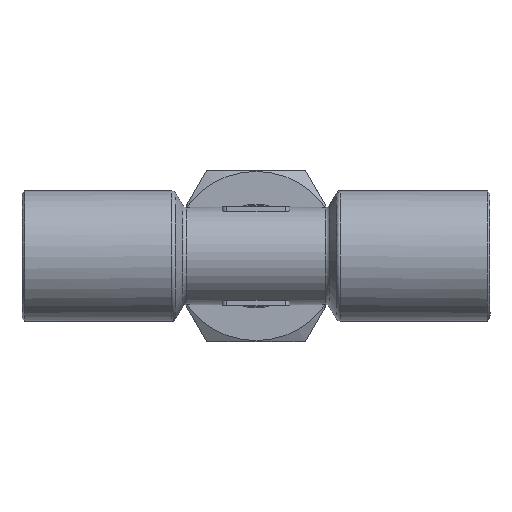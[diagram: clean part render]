
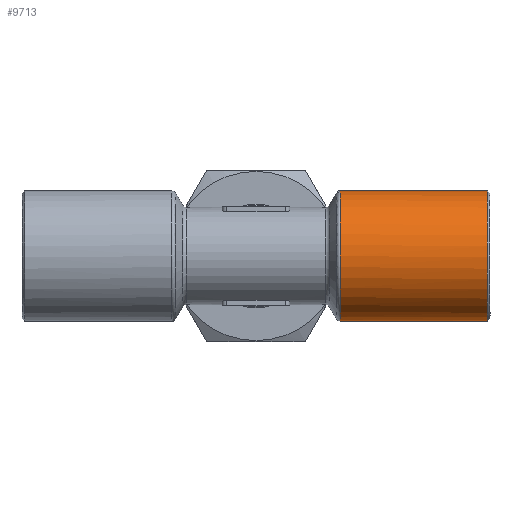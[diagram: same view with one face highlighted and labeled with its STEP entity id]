
A CAD part, left-side view. The second image highlights one B-rep face of the part: STEP entity #9713.
In plain terms, the highlighted cylindrical face has radius 7.25 mm (diameter 14.5 mm), a full revolution.
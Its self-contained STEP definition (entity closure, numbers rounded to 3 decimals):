
#1427=B_SPLINE_CURVE_WITH_KNOTS('',3,(#14213,#14214,#14215,#14216),
 .UNSPECIFIED.,.F.,.F.,(4,4),(0.,1.),.UNSPECIFIED.);
#1429=B_SPLINE_CURVE_WITH_KNOTS('',3,(#14240,#14241,#14242,#14243),
 .UNSPECIFIED.,.F.,.F.,(4,4),(0.,1.),.UNSPECIFIED.);
#1673=CYLINDRICAL_SURFACE('',#10172,7.25);
#2137=ORIENTED_EDGE('',*,*,#4089,.T.);
#2138=ORIENTED_EDGE('',*,*,#4160,.T.);
#2139=ORIENTED_EDGE('',*,*,#4086,.T.);
#2140=ORIENTED_EDGE('',*,*,#4084,.F.);
#2141=ORIENTED_EDGE('',*,*,#4161,.T.);
#4084=EDGE_CURVE('',#5099,#5100,#5540,.T.);
#4086=EDGE_CURVE('',#5101,#5100,#1427,.T.);
#4089=EDGE_CURVE('',#5099,#5103,#1429,.T.);
#4160=EDGE_CURVE('',#5103,#5101,#5557,.T.);
#4161=EDGE_CURVE('',#5159,#5159,#5558,.T.);
#5099=VERTEX_POINT('',#14190);
#5100=VERTEX_POINT('',#14192);
#5101=VERTEX_POINT('',#14217);
#5103=VERTEX_POINT('',#14244);
#5159=VERTEX_POINT('',#14511);
#5540=CIRCLE('',#10144,7.25);
#5557=CIRCLE('',#10173,7.25);
#5558=CIRCLE('',#10174,7.25);
#5694=EDGE_LOOP('',(#2137,#2138,#2139,#2140));
#5695=EDGE_LOOP('',(#2141));
#6185=FACE_BOUND('',#5694,.T.);
#6186=FACE_BOUND('',#5695,.T.);
#9713=ADVANCED_FACE('',(#6185,#6186),#1673,.T.);
#10144=AXIS2_PLACEMENT_3D('',#14191,#10692,#10693);
#10172=AXIS2_PLACEMENT_3D('',#14508,#10766,#10767);
#10173=AXIS2_PLACEMENT_3D('',#14509,#10768,#10769);
#10174=AXIS2_PLACEMENT_3D('',#14510,#10770,#10771);
#10692=DIRECTION('',(0.,1.,0.));
#10693=DIRECTION('',(0.,0.,-1.));
#10766=DIRECTION('',(0.,1.,0.));
#10767=DIRECTION('',(0.,0.,1.));
#10768=DIRECTION('',(0.,-1.,0.));
#10769=DIRECTION('',(0.,0.,-1.));
#10770=DIRECTION('',(0.,1.,0.));
#10771=DIRECTION('',(0.,0.,-1.));
#14190=CARTESIAN_POINT('',(7.085,-9.,1.537));
#14191=CARTESIAN_POINT('',(0.,-9.,0.));
#14192=CARTESIAN_POINT('',(7.085,-9.,-1.537));
#14213=CARTESIAN_POINT('',(7.041,-9.345,-1.728));
#14214=CARTESIAN_POINT('',(7.062,-9.227,-1.641));
#14215=CARTESIAN_POINT('',(7.077,-9.118,-1.577));
#14216=CARTESIAN_POINT('',(7.085,-9.,-1.537));
#14217=CARTESIAN_POINT('',(7.041,-9.345,-1.728));
#14240=CARTESIAN_POINT('',(7.085,-9.,1.537));
#14241=CARTESIAN_POINT('',(7.077,-9.118,1.577));
#14242=CARTESIAN_POINT('',(7.062,-9.227,1.641));
#14243=CARTESIAN_POINT('',(7.041,-9.345,1.728));
#14244=CARTESIAN_POINT('',(7.041,-9.345,1.728));
#14508=CARTESIAN_POINT('',(0.,5.907,0.));
#14509=CARTESIAN_POINT('',(0.,-9.345,0.));
#14510=CARTESIAN_POINT('',(0.,-25.7,0.));
#14511=CARTESIAN_POINT('',(0.,-25.7,-7.25));
